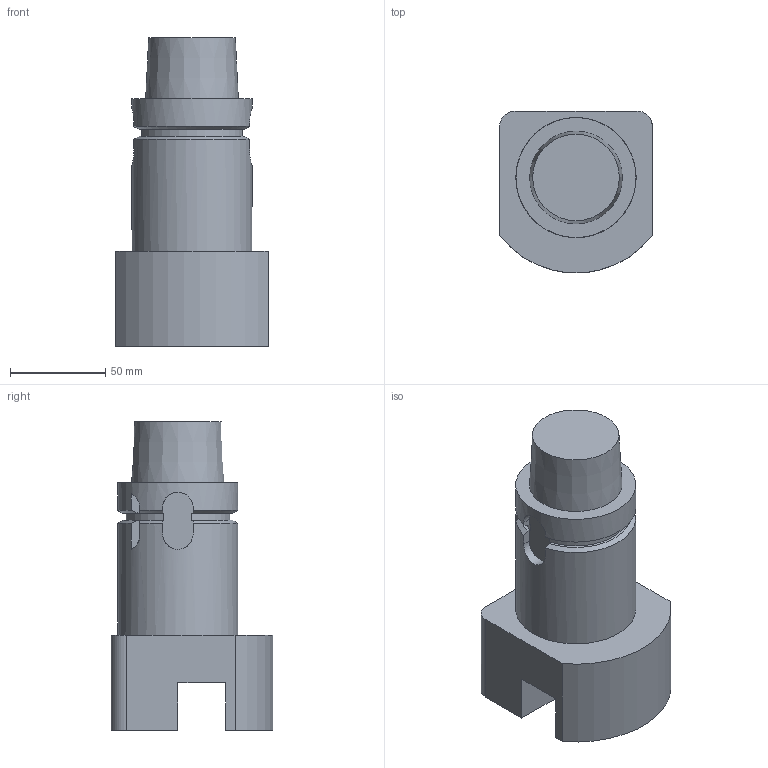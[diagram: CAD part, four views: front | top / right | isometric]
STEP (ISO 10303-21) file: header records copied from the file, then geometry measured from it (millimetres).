
FILE_DESCRIPTION((''),'1');
FILE_NAME('HSK-T63-90-BH25N-130.stp','2022-10-05T05:13:51',(''),(''),'Spatial Interop R21 SP3','Kubotek KeyCreator 2011 V10.0.2 (22737)',' ');
FILE_SCHEMA(('automotive_design'));
Length unit declared in the file: millimetre
Products named in the file (1): 240[2]
Bounding box: 80 x 84.82 x 162 mm (x, y, z)
Volume: 562204.4 mm3; surface area: 51843.8 mm2
Topology: 1 solids, 1 shells, 53 faces, 150 edges, 100 vertices
Faces by surface type: plane 30, cylinder 15, cone 8
Full cylindrical faces by diameter (mm): 63 x2
Entity records: 4819 total; most frequent: CARTESIAN_POINT 2121, ORIENTED_EDGE 288, DIRECTION 259, PRESENTATION_STYLE_ASSIGNMENT 252, COLOUR_RGB 252, STYLED_ITEM 198, CURVE_STYLE 198, DRAUGHTING_PRE_DEFINED_CURVE_FONT 198
